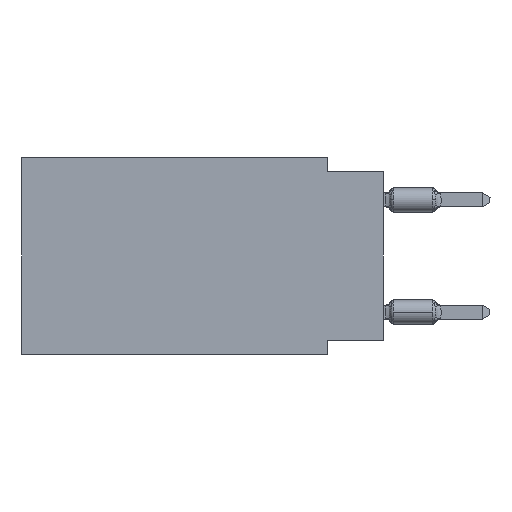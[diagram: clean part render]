
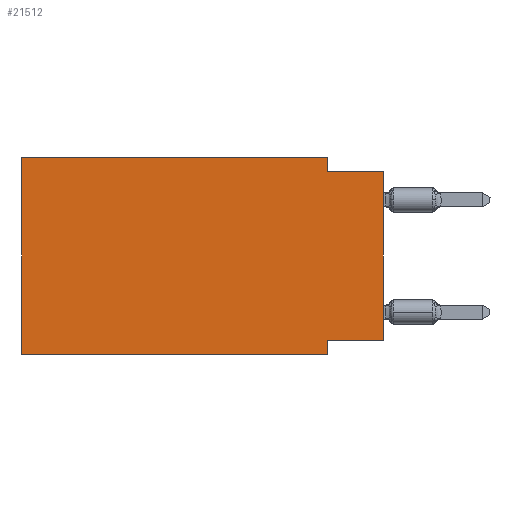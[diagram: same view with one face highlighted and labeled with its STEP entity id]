
A CAD part, left-side view. The second image highlights one B-rep face of the part: STEP entity #21512.
In plain terms, the highlighted planar face has unit normal (-1, 0, 0).
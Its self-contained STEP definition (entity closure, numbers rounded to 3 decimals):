
#639 = EDGE_CURVE ( 'NONE', #8038, #1197, #13270, .T. ) ;
#747 = CARTESIAN_POINT ( 'NONE',  ( 0., 0., -0.635 ) ) ;
#971 = CARTESIAN_POINT ( 'NONE',  ( 0., 2.54, 0. ) ) ;
#1197 = VERTEX_POINT ( 'NONE', #19511 ) ;
#1720 = VECTOR ( 'NONE', #13129, 1000. ) ;
#1906 = ORIENTED_EDGE ( 'NONE', *, *, #23025, .F. ) ;
#2096 = CARTESIAN_POINT ( 'NONE',  ( 0., 0., -8.255 ) ) ;
#2897 = DIRECTION ( 'NONE',  ( 0., 0., 1. ) ) ;
#3087 = CARTESIAN_POINT ( 'NONE',  ( 0., 16.383, 0. ) ) ;
#3356 = EDGE_CURVE ( 'NONE', #10730, #8038, #18693, .T. ) ;
#3364 = DIRECTION ( 'NONE',  ( 0., 0., -1. ) ) ;
#4694 = AXIS2_PLACEMENT_3D ( 'NONE', #24090, #6240, #3364 ) ;
#4779 = VERTEX_POINT ( 'NONE', #9677 ) ;
#5448 = CARTESIAN_POINT ( 'NONE',  ( 0., 16.383, 0. ) ) ;
#5554 = VECTOR ( 'NONE', #13107, 1000. ) ;
#6056 = LINE ( 'NONE', #971, #16885 ) ;
#6103 = CARTESIAN_POINT ( 'NONE',  ( 0., 16.383, 0. ) ) ;
#6238 = EDGE_LOOP ( 'NONE', ( #19077, #1906, #31496, #29668, #31312, #15883, #15599, #22027 ) ) ;
#6240 = DIRECTION ( 'NONE',  ( 1., 0., 0. ) ) ;
#8038 = VERTEX_POINT ( 'NONE', #6103 ) ;
#8637 = PLANE ( 'NONE',  #4694 ) ;
#9677 = CARTESIAN_POINT ( 'NONE',  ( 0., 2.54, -8.255 ) ) ;
#9752 = LINE ( 'NONE', #31155, #1720 ) ;
#9830 = CARTESIAN_POINT ( 'NONE',  ( 0., 16.383, -8.89 ) ) ;
#9987 = LINE ( 'NONE', #30234, #31894 ) ;
#10730 = VERTEX_POINT ( 'NONE', #9830 ) ;
#13107 = DIRECTION ( 'NONE',  ( 0., -1., 0. ) ) ;
#13129 = DIRECTION ( 'NONE',  ( 0., 0., 1. ) ) ;
#13270 = LINE ( 'NONE', #3087, #5554 ) ;
#13914 = EDGE_CURVE ( 'NONE', #1197, #28003, #6056, .T. ) ;
#14326 = CARTESIAN_POINT ( 'NONE',  ( 0., 16.383, -8.89 ) ) ;
#14527 = DIRECTION ( 'NONE',  ( 0., 0., -1. ) ) ;
#14715 = CARTESIAN_POINT ( 'NONE',  ( 0., 0., -8.255 ) ) ;
#14908 = DIRECTION ( 'NONE',  ( 0., -1., 0. ) ) ;
#15599 = ORIENTED_EDGE ( 'NONE', *, *, #32680, .F. ) ;
#15883 = ORIENTED_EDGE ( 'NONE', *, *, #19092, .T. ) ;
#16208 = EDGE_CURVE ( 'NONE', #19328, #26208, #9752, .T. ) ;
#16885 = VECTOR ( 'NONE', #14527, 1000. ) ;
#17274 = LINE ( 'NONE', #14715, #32271 ) ;
#18180 = CARTESIAN_POINT ( 'NONE',  ( 0., 2.54, -8.89 ) ) ;
#18693 = LINE ( 'NONE', #5448, #24661 ) ;
#19077 = ORIENTED_EDGE ( 'NONE', *, *, #16208, .T. ) ;
#19092 = EDGE_CURVE ( 'NONE', #10730, #22784, #22150, .T. ) ;
#19328 = VERTEX_POINT ( 'NONE', #2096 ) ;
#19511 = CARTESIAN_POINT ( 'NONE',  ( 0., 2.54, 0. ) ) ;
#19597 = DIRECTION ( 'NONE',  ( 0., -1., 0. ) ) ;
#20382 = VECTOR ( 'NONE', #19597, 1000. ) ;
#21512 = ADVANCED_FACE ( 'NONE', ( #32080 ), #8637, .F. ) ;
#21757 = CARTESIAN_POINT ( 'NONE',  ( 0., 2.54, -8.89 ) ) ;
#22027 = ORIENTED_EDGE ( 'NONE', *, *, #31443, .F. ) ;
#22150 = LINE ( 'NONE', #14326, #20382 ) ;
#22247 = DIRECTION ( 'NONE',  ( 0., 0., -1. ) ) ;
#22784 = VERTEX_POINT ( 'NONE', #18180 ) ;
#23025 = EDGE_CURVE ( 'NONE', #28003, #26208, #9987, .T. ) ;
#24090 = CARTESIAN_POINT ( 'NONE',  ( 0., 16.383, 0. ) ) ;
#24661 = VECTOR ( 'NONE', #2897, 1000. ) ;
#24828 = CARTESIAN_POINT ( 'NONE',  ( 0., 2.54, -0.635 ) ) ;
#25095 = DIRECTION ( 'NONE',  ( 0., 1., 0. ) ) ;
#25471 = VECTOR ( 'NONE', #22247, 1000. ) ;
#26208 = VERTEX_POINT ( 'NONE', #747 ) ;
#28003 = VERTEX_POINT ( 'NONE', #24828 ) ;
#29668 = ORIENTED_EDGE ( 'NONE', *, *, #639, .F. ) ;
#29916 = LINE ( 'NONE', #21757, #25471 ) ;
#30234 = CARTESIAN_POINT ( 'NONE',  ( 0., 0., -0.635 ) ) ;
#31155 = CARTESIAN_POINT ( 'NONE',  ( 0., 0., 0. ) ) ;
#31312 = ORIENTED_EDGE ( 'NONE', *, *, #3356, .F. ) ;
#31443 = EDGE_CURVE ( 'NONE', #19328, #4779, #17274, .T. ) ;
#31496 = ORIENTED_EDGE ( 'NONE', *, *, #13914, .F. ) ;
#31894 = VECTOR ( 'NONE', #14908, 1000. ) ;
#32080 = FACE_OUTER_BOUND ( 'NONE', #6238, .T. ) ;
#32271 = VECTOR ( 'NONE', #25095, 1000. ) ;
#32680 = EDGE_CURVE ( 'NONE', #4779, #22784, #29916, .T. ) ;
